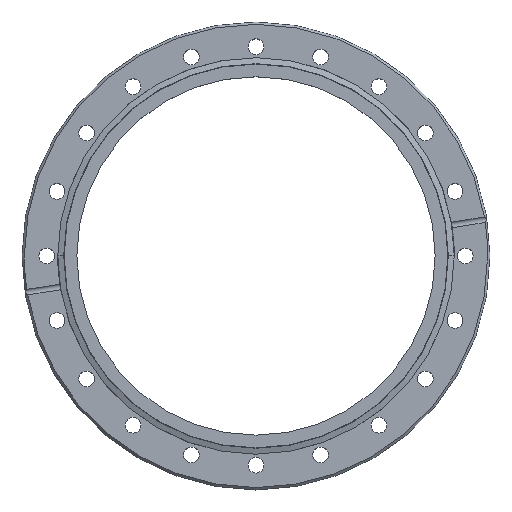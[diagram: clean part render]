
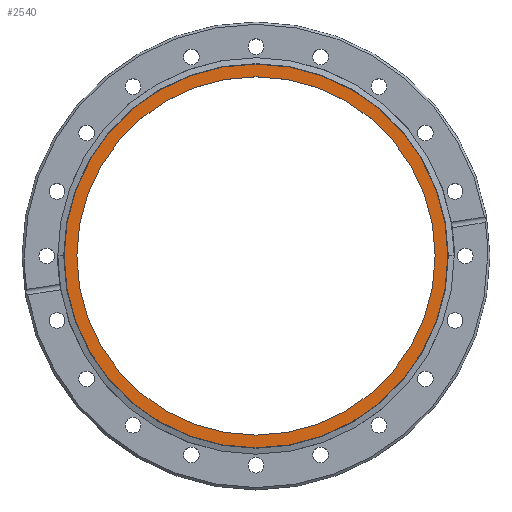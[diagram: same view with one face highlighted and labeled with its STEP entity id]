
A CAD part, top view. The second image highlights one B-rep face of the part: STEP entity #2540.
In plain terms, the highlighted planar face has unit normal (0, 0, 1).
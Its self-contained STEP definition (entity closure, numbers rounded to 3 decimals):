
#27 = DIRECTION ( 'NONE',  ( -1., 0., 0. ) ) ;
#53 = DIRECTION ( 'NONE',  ( 0., 0., -1. ) ) ;
#78 = CARTESIAN_POINT ( 'NONE',  ( 82.998, 0., -1.2 ) ) ;
#125 = EDGE_CURVE ( 'NONE', #2578, #740, #1916, .T. ) ;
#182 = CIRCLE ( 'NONE', #1189, 77.5 ) ;
#341 = DIRECTION ( 'NONE',  ( -1., 0., 0. ) ) ;
#352 = CIRCLE ( 'NONE', #2316, 77.5 ) ;
#520 = DIRECTION ( 'NONE',  ( 0., 0., -1. ) ) ;
#740 = VERTEX_POINT ( 'NONE', #2442 ) ;
#871 = EDGE_LOOP ( 'NONE', ( #2474, #1755 ) ) ;
#899 = EDGE_CURVE ( 'NONE', #740, #2578, #1620, .T. ) ;
#1145 = PLANE ( 'NONE',  #1988 ) ;
#1151 = CARTESIAN_POINT ( 'NONE',  ( 77.5, 0., -1.2 ) ) ;
#1189 = AXIS2_PLACEMENT_3D ( 'NONE', #2416, #2085, #2504 ) ;
#1235 = CARTESIAN_POINT ( 'NONE',  ( 0., 0., -1.2 ) ) ;
#1321 = VERTEX_POINT ( 'NONE', #1815 ) ;
#1363 = AXIS2_PLACEMENT_3D ( 'NONE', #3507, #3855, #1873 ) ;
#1620 = CIRCLE ( 'NONE', #3907, 82.998 ) ;
#1755 = ORIENTED_EDGE ( 'NONE', *, *, #125, .F. ) ;
#1815 = CARTESIAN_POINT ( 'NONE',  ( -77.5, 0., -1.2 ) ) ;
#1873 = DIRECTION ( 'NONE',  ( -1., 0., 0. ) ) ;
#1879 = DIRECTION ( 'NONE',  ( -1., 0., 0. ) ) ;
#1916 = CIRCLE ( 'NONE', #1363, 82.998 ) ;
#1988 = AXIS2_PLACEMENT_3D ( 'NONE', #78, #53, #27 ) ;
#1992 = VERTEX_POINT ( 'NONE', #1151 ) ;
#2064 = EDGE_CURVE ( 'NONE', #1992, #1321, #352, .T. ) ;
#2085 = DIRECTION ( 'NONE',  ( 0., 0., -1. ) ) ;
#2232 = ORIENTED_EDGE ( 'NONE', *, *, #2064, .T. ) ;
#2255 = EDGE_CURVE ( 'NONE', #1321, #1992, #182, .T. ) ;
#2281 = ORIENTED_EDGE ( 'NONE', *, *, #2255, .T. ) ;
#2316 = AXIS2_PLACEMENT_3D ( 'NONE', #3671, #3735, #1879 ) ;
#2416 = CARTESIAN_POINT ( 'NONE',  ( 0., 0., -1.2 ) ) ;
#2442 = CARTESIAN_POINT ( 'NONE',  ( 82.998, 0., -1.2 ) ) ;
#2474 = ORIENTED_EDGE ( 'NONE', *, *, #899, .F. ) ;
#2504 = DIRECTION ( 'NONE',  ( -1., 0., 0. ) ) ;
#2540 = ADVANCED_FACE ( 'NONE', ( #3775, #3742 ), #1145, .F. ) ;
#2578 = VERTEX_POINT ( 'NONE', #3266 ) ;
#2864 = EDGE_LOOP ( 'NONE', ( #2281, #2232 ) ) ;
#3266 = CARTESIAN_POINT ( 'NONE',  ( -82.998, 0., -1.2 ) ) ;
#3507 = CARTESIAN_POINT ( 'NONE',  ( 0., 0., -1.2 ) ) ;
#3671 = CARTESIAN_POINT ( 'NONE',  ( 0., 0., -1.2 ) ) ;
#3735 = DIRECTION ( 'NONE',  ( 0., 0., -1. ) ) ;
#3742 = FACE_BOUND ( 'NONE', #2864, .T. ) ;
#3775 = FACE_OUTER_BOUND ( 'NONE', #871, .T. ) ;
#3855 = DIRECTION ( 'NONE',  ( 0., 0., -1. ) ) ;
#3907 = AXIS2_PLACEMENT_3D ( 'NONE', #1235, #520, #341 ) ;
